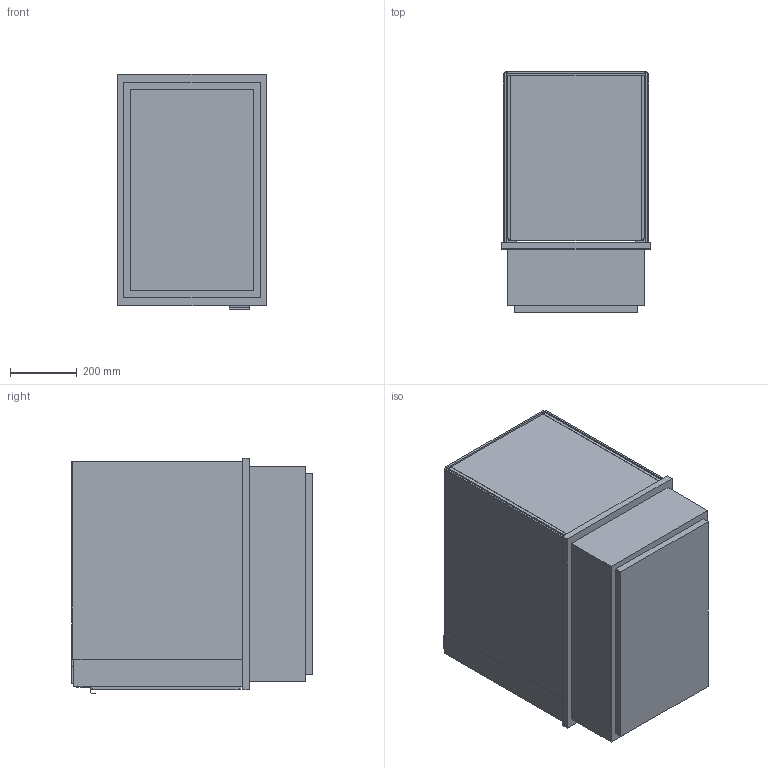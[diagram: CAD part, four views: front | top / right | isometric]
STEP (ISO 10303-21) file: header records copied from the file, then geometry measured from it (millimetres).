
FILE_DESCRIPTION (( 'STEP AP214' ), '1' );
FILE_NAME ('EU533140_W GE-44-53-EC HOT MARIE.STEP', '2022-05-09T05:48:59', ( '' ), ( '' ), 'SwSTEP 2.0', 'SolidWorks 2017', '' );
FILE_SCHEMA (( 'AUTOMOTIVE_DESIGN' ));
Length unit declared in the file: millimetre
Products named in the file (1): EU533140_W GE-44-53-EC HOT MARIE
Bounding box: 445 x 724 x 707 mm (x, y, z)
Volume: 45346341.9 mm3; surface area: 4771021.4 mm2
Topology: 14 solids, 14 shells, 180 faces, 436 edges, 290 vertices
Faces by surface type: plane 156, cylinder 24
Entity records: 5615 total; most frequent: CARTESIAN_POINT 919, ORIENTED_EDGE 872, DIRECTION 842, EDGE_CURVE 436, LINE 384, VECTOR 384, VERTEX_POINT 290, AXIS2_PLACEMENT_3D 229
